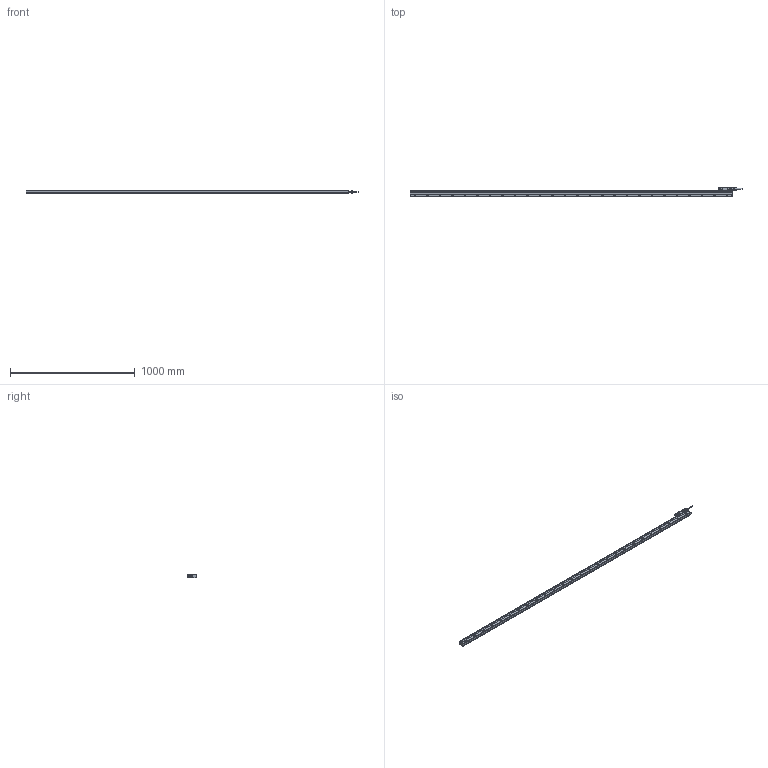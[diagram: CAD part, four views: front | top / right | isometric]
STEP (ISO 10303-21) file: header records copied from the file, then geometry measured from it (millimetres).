
FILE_DESCRIPTION(('CATIA V5 STEP'),'2;1');
FILE_NAME('SR87_L_244.stp','2010-05-27T00:49:29+00:00',('none'),('none'),'CATIA Version 5 Release 19 SP 6 (IN-10)','CATIA V5 STEP AP214','none');
FILE_SCHEMA(('AUTOMOTIVE_DESIGN { 1 0 10303 214 1 1 1 1 }'));
Products named in the file (3): SR87_L_244; SR87-244_S; SR87_head_L
Assembly tree (2 placements, depth 2):
  SR87_L_244
    SR87-244_S
    SR87_head_L
Bounding box: 2657.7 x 78 x 29 mm (x, y, z)
Volume: 3337151.5 mm3; surface area: 465514.7 mm2
Topology: 2 solids, 18 shells, 2647 faces, 6725 edges, 4062 vertices
Faces by surface type: plane 1196, cylinder 952, cone 175, torus 175, sphere 96, bspline 53
Entity records: 77602 total; most frequent: CARTESIAN_POINT 19476, ORIENTED_EDGE 13232, DIRECTION 9563, EDGE_CURVE 6606, AXIS2_PLACEMENT_3D 4192, VERTEX_POINT 4060, VECTOR 3431, LINE 3431
